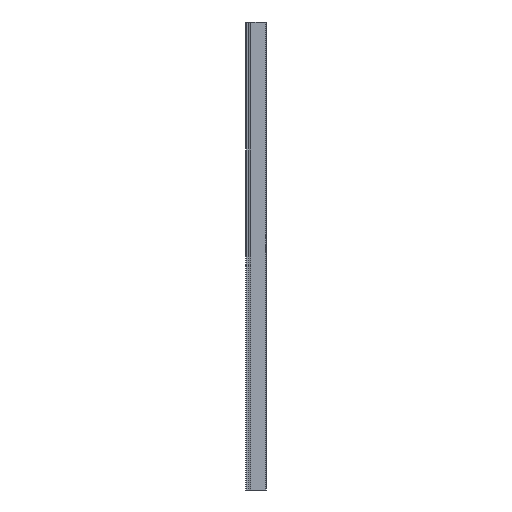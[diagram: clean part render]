
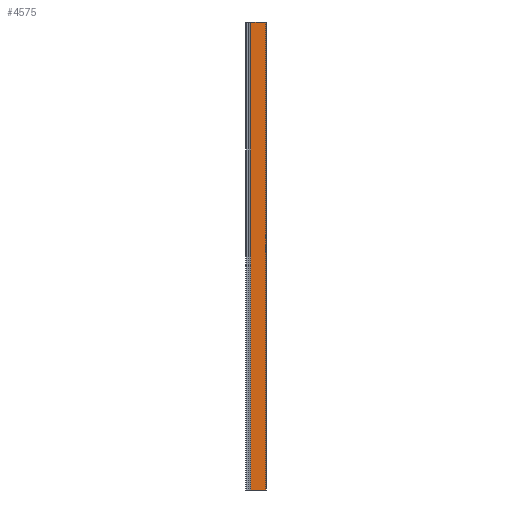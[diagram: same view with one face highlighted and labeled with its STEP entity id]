
A CAD part, left-side view. The second image highlights one B-rep face of the part: STEP entity #4575.
In plain terms, the highlighted planar face has unit normal (-1, 0, 0).
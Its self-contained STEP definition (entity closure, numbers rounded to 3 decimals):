
#102=PLANE('',#4945);
#357=VECTOR('',#5748,1.);
#358=VECTOR('',#5752,1.);
#359=VECTOR('',#5753,1.);
#360=VECTOR('',#5754,1.);
#809=LINE('',#7147,#357);
#810=LINE('',#7151,#358);
#811=LINE('',#7153,#359);
#812=LINE('',#7155,#360);
#1353=VERTEX_POINT('',#7146);
#1354=VERTEX_POINT('',#7148);
#1355=VERTEX_POINT('',#7152);
#1356=VERTEX_POINT('',#7154);
#2102=EDGE_CURVE('',#1354,#1353,#809,.T.);
#2104=EDGE_CURVE('',#1355,#1353,#810,.T.);
#2105=EDGE_CURVE('',#1356,#1355,#811,.T.);
#2106=EDGE_CURVE('',#1356,#1354,#812,.T.);
#2895=ORIENTED_EDGE('',*,*,#2104,.F.);
#2896=ORIENTED_EDGE('',*,*,#2105,.F.);
#2897=ORIENTED_EDGE('',*,*,#2106,.T.);
#2898=ORIENTED_EDGE('',*,*,#2102,.T.);
#3983=EDGE_LOOP('',(#2895,#2896,#2897,#2898));
#4299=FACE_BOUND('',#3983,.T.);
#4575=ADVANCED_FACE('',(#4299),#102,.T.);
#4945=AXIS2_PLACEMENT_3D('',#7150,#5751,$);
#5748=DIRECTION('',(0.,0.,1.));
#5751=DIRECTION('',(-1.,0.,0.));
#5752=DIRECTION('',(0.,-1.,0.));
#5753=DIRECTION('',(0.,0.,1.));
#5754=DIRECTION('',(0.,-1.,0.));
#7146=CARTESIAN_POINT('',(-14.5,1.,0.));
#7147=CARTESIAN_POINT('',(-14.5,1.,-1000.));
#7148=CARTESIAN_POINT('',(-14.5,1.,-1000.));
#7150=CARTESIAN_POINT('',(-14.5,1.,-1000.));
#7151=CARTESIAN_POINT('',(-14.5,32.716,0.));
#7152=CARTESIAN_POINT('',(-14.5,32.716,0.));
#7153=CARTESIAN_POINT('',(-14.5,32.716,-1000.));
#7154=CARTESIAN_POINT('',(-14.5,32.716,-1000.));
#7155=CARTESIAN_POINT('',(-14.5,32.716,-1000.));
